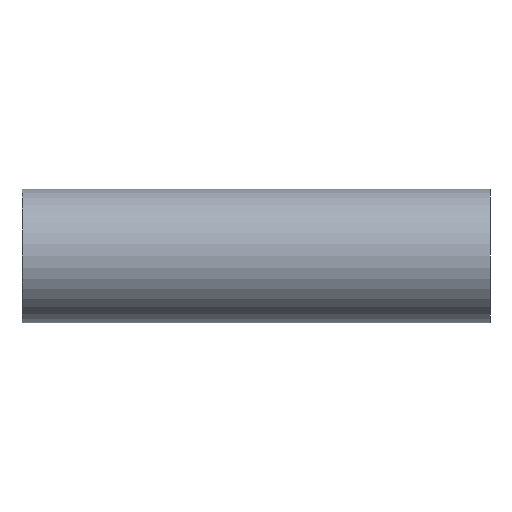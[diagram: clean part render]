
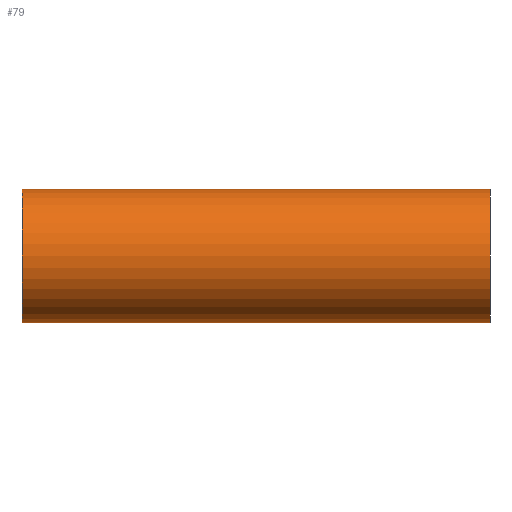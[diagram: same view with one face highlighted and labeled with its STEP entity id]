
A CAD part, front view. The second image highlights one B-rep face of the part: STEP entity #79.
In plain terms, the highlighted cylindrical face has radius 28.5 mm (diameter 57 mm), a partial arc.
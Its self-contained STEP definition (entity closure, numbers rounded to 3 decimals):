
#11 = VERTEX_POINT ( 'NONE', #57 ) ;
#14 = FACE_OUTER_BOUND ( 'NONE', #228, .T. ) ;
#23 = DIRECTION ( 'NONE',  ( 0., 0., 1. ) ) ;
#25 = ORIENTED_EDGE ( 'NONE', *, *, #140, .F. ) ;
#29 = ORIENTED_EDGE ( 'NONE', *, *, #267, .T. ) ;
#31 = ORIENTED_EDGE ( 'NONE', *, *, #247, .F. ) ;
#39 = CARTESIAN_POINT ( 'NONE',  ( 0., 0., 0. ) ) ;
#40 = DIRECTION ( 'NONE',  ( -1., 0., 0. ) ) ;
#52 = VERTEX_POINT ( 'NONE', #219 ) ;
#57 = CARTESIAN_POINT ( 'NONE',  ( 0., 0., -28.5 ) ) ;
#61 = CARTESIAN_POINT ( 'NONE',  ( 0., 0., 28.5 ) ) ;
#65 = CARTESIAN_POINT ( 'NONE',  ( 200., 0., 0. ) ) ;
#79 = ADVANCED_FACE ( 'NONE', ( #14 ), #153, .T. ) ;
#82 = ORIENTED_EDGE ( 'NONE', *, *, #84, .T. ) ;
#84 = EDGE_CURVE ( 'NONE', #268, #52, #273, .T. ) ;
#87 = AXIS2_PLACEMENT_3D ( 'NONE', #234, #183, #167 ) ;
#96 = CARTESIAN_POINT ( 'NONE',  ( 200., 0., 28.5 ) ) ;
#113 = CIRCLE ( 'NONE', #298, 28.5 ) ;
#139 = CARTESIAN_POINT ( 'NONE',  ( 0., 0., -28.5 ) ) ;
#140 = EDGE_CURVE ( 'NONE', #11, #52, #220, .T. ) ;
#153 = CYLINDRICAL_SURFACE ( 'NONE', #164, 28.5 ) ;
#162 = DIRECTION ( 'NONE',  ( -1., 0., 0. ) ) ;
#163 = LINE ( 'NONE', #139, #175 ) ;
#164 = AXIS2_PLACEMENT_3D ( 'NONE', #39, #180, #224 ) ;
#167 = DIRECTION ( 'NONE',  ( 0., 0., 1. ) ) ;
#175 = VECTOR ( 'NONE', #249, 1000. ) ;
#180 = DIRECTION ( 'NONE',  ( -1., 0., 0. ) ) ;
#183 = DIRECTION ( 'NONE',  ( -1., 0., 0. ) ) ;
#192 = VERTEX_POINT ( 'NONE', #206 ) ;
#206 = CARTESIAN_POINT ( 'NONE',  ( 200., 0., -28.5 ) ) ;
#210 = VECTOR ( 'NONE', #40, 1000. ) ;
#219 = CARTESIAN_POINT ( 'NONE',  ( 0., 0., 28.5 ) ) ;
#220 = CIRCLE ( 'NONE', #87, 28.5 ) ;
#224 = DIRECTION ( 'NONE',  ( 0., 0., 1. ) ) ;
#228 = EDGE_LOOP ( 'NONE', ( #31, #29, #82, #25 ) ) ;
#234 = CARTESIAN_POINT ( 'NONE',  ( 0., 0., 0. ) ) ;
#247 = EDGE_CURVE ( 'NONE', #192, #11, #163, .T. ) ;
#249 = DIRECTION ( 'NONE',  ( -1., 0., 0. ) ) ;
#267 = EDGE_CURVE ( 'NONE', #192, #268, #113, .T. ) ;
#268 = VERTEX_POINT ( 'NONE', #96 ) ;
#273 = LINE ( 'NONE', #61, #210 ) ;
#298 = AXIS2_PLACEMENT_3D ( 'NONE', #65, #162, #23 ) ;
